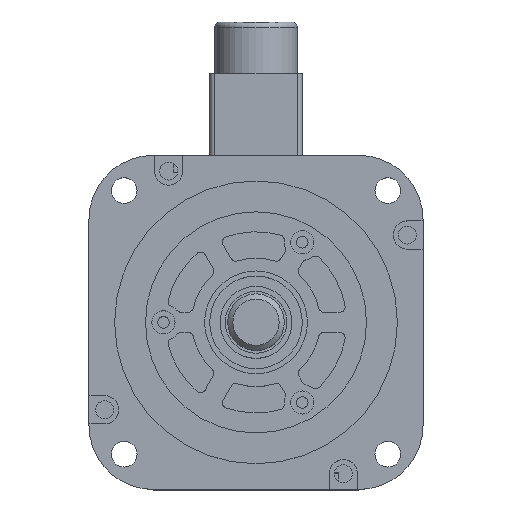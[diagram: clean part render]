
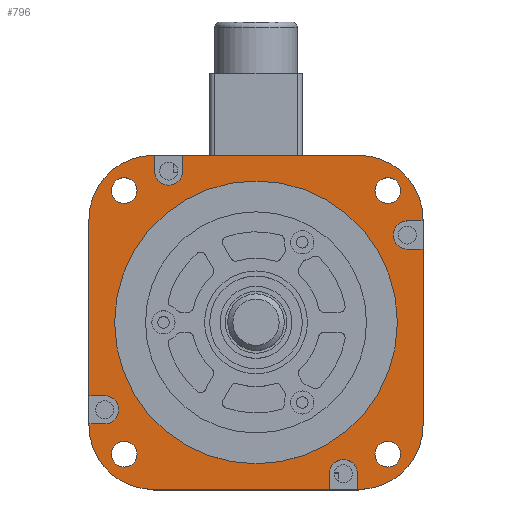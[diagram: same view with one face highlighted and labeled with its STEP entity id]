
A CAD part, top view. The second image highlights one B-rep face of the part: STEP entity #796.
In plain terms, the highlighted planar face has unit normal (0, 0, 1).
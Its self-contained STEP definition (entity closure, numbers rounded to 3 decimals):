
#796=ADVANCED_FACE('',(#3243,#3244,#3245,#3246,#3247,#3248),#1329,.F.);
#1329=PLANE('',#9826);
#1619=LINE('',#13860,#2431);
#1620=LINE('',#13863,#2432);
#1621=LINE('',#13867,#2433);
#1622=LINE('',#13869,#2434);
#1623=LINE('',#13873,#2435);
#1624=LINE('',#13875,#2436);
#1625=LINE('',#13879,#2437);
#1626=LINE('',#13881,#2438);
#1627=LINE('',#13885,#2439);
#1628=LINE('',#13887,#2440);
#1629=LINE('',#13891,#2441);
#1630=LINE('',#13893,#2442);
#1631=LINE('',#13897,#2443);
#1632=LINE('',#13899,#2444);
#1633=LINE('',#13903,#2445);
#1634=LINE('',#13905,#2446);
#2431=VECTOR('',#10899,1.);
#2432=VECTOR('',#10900,1.);
#2433=VECTOR('',#10903,1.);
#2434=VECTOR('',#10904,1.);
#2435=VECTOR('',#10907,1.);
#2436=VECTOR('',#10908,1.);
#2437=VECTOR('',#10911,1.);
#2438=VECTOR('',#10912,1.);
#2439=VECTOR('',#10915,1.);
#2440=VECTOR('',#10916,1.);
#2441=VECTOR('',#10919,1.);
#2442=VECTOR('',#10920,1.);
#2443=VECTOR('',#10923,1.);
#2444=VECTOR('',#10924,1.);
#2445=VECTOR('',#10927,1.);
#2446=VECTOR('',#10928,1.);
#3243=FACE_BOUND('',#3529,.T.);
#3244=FACE_BOUND('',#3530,.T.);
#3245=FACE_BOUND('',#3531,.T.);
#3246=FACE_BOUND('',#3532,.T.);
#3247=FACE_BOUND('',#3533,.T.);
#3248=FACE_BOUND('',#3534,.T.);
#3529=EDGE_LOOP('',(#4243));
#3530=EDGE_LOOP('',(#4244));
#3531=EDGE_LOOP('',(#4245));
#3532=EDGE_LOOP('',(#4246));
#3533=EDGE_LOOP('',(#4247));
#3534=EDGE_LOOP('',(#4248,#4249,#4250,#4251,#4252,#4253,#4254,#4255,#4256,
#4257,#4258,#4259,#4260,#4261,#4262,#4263,#4264,#4265,#4266,#4267,#4268,
#4269,#4270,#4271));
#4243=ORIENTED_EDGE('',*,*,#7910,.T.);
#4244=ORIENTED_EDGE('',*,*,#7911,.F.);
#4245=ORIENTED_EDGE('',*,*,#7912,.F.);
#4246=ORIENTED_EDGE('',*,*,#7913,.F.);
#4247=ORIENTED_EDGE('',*,*,#7914,.F.);
#4248=ORIENTED_EDGE('',*,*,#7915,.F.);
#4249=ORIENTED_EDGE('',*,*,#7916,.F.);
#4250=ORIENTED_EDGE('',*,*,#7917,.F.);
#4251=ORIENTED_EDGE('',*,*,#7918,.F.);
#4252=ORIENTED_EDGE('',*,*,#7919,.F.);
#4253=ORIENTED_EDGE('',*,*,#7920,.F.);
#4254=ORIENTED_EDGE('',*,*,#7921,.F.);
#4255=ORIENTED_EDGE('',*,*,#7922,.F.);
#4256=ORIENTED_EDGE('',*,*,#7923,.F.);
#4257=ORIENTED_EDGE('',*,*,#7924,.F.);
#4258=ORIENTED_EDGE('',*,*,#7925,.F.);
#4259=ORIENTED_EDGE('',*,*,#7926,.F.);
#4260=ORIENTED_EDGE('',*,*,#7927,.F.);
#4261=ORIENTED_EDGE('',*,*,#7928,.F.);
#4262=ORIENTED_EDGE('',*,*,#7929,.F.);
#4263=ORIENTED_EDGE('',*,*,#7930,.F.);
#4264=ORIENTED_EDGE('',*,*,#7931,.F.);
#4265=ORIENTED_EDGE('',*,*,#7932,.F.);
#4266=ORIENTED_EDGE('',*,*,#7933,.F.);
#4267=ORIENTED_EDGE('',*,*,#7934,.F.);
#4268=ORIENTED_EDGE('',*,*,#7935,.F.);
#4269=ORIENTED_EDGE('',*,*,#7936,.F.);
#4270=ORIENTED_EDGE('',*,*,#7937,.F.);
#4271=ORIENTED_EDGE('',*,*,#7938,.F.);
#6965=VERTEX_POINT('',#13851);
#6966=VERTEX_POINT('',#13853);
#6967=VERTEX_POINT('',#13855);
#6968=VERTEX_POINT('',#13857);
#6969=VERTEX_POINT('',#13859);
#6970=VERTEX_POINT('',#13861);
#6971=VERTEX_POINT('',#13862);
#6972=VERTEX_POINT('',#13864);
#6973=VERTEX_POINT('',#13866);
#6974=VERTEX_POINT('',#13868);
#6975=VERTEX_POINT('',#13870);
#6976=VERTEX_POINT('',#13872);
#6977=VERTEX_POINT('',#13874);
#6978=VERTEX_POINT('',#13876);
#6979=VERTEX_POINT('',#13878);
#6980=VERTEX_POINT('',#13880);
#6981=VERTEX_POINT('',#13882);
#6982=VERTEX_POINT('',#13884);
#6983=VERTEX_POINT('',#13886);
#6984=VERTEX_POINT('',#13888);
#6985=VERTEX_POINT('',#13890);
#6986=VERTEX_POINT('',#13892);
#6987=VERTEX_POINT('',#13894);
#6988=VERTEX_POINT('',#13896);
#6989=VERTEX_POINT('',#13898);
#6990=VERTEX_POINT('',#13900);
#6991=VERTEX_POINT('',#13902);
#6992=VERTEX_POINT('',#13904);
#6993=VERTEX_POINT('',#13906);
#7910=EDGE_CURVE('',#6965,#6965,#9271,.T.);
#7911=EDGE_CURVE('',#6966,#6966,#9272,.T.);
#7912=EDGE_CURVE('',#6967,#6967,#9273,.T.);
#7913=EDGE_CURVE('',#6968,#6968,#9274,.T.);
#7914=EDGE_CURVE('',#6969,#6969,#9275,.T.);
#7915=EDGE_CURVE('',#6970,#6971,#1619,.T.);
#7916=EDGE_CURVE('',#6972,#6970,#1620,.T.);
#7917=EDGE_CURVE('',#6973,#6972,#9276,.T.);
#7918=EDGE_CURVE('',#6974,#6973,#1621,.T.);
#7919=EDGE_CURVE('',#6975,#6974,#1622,.T.);
#7920=EDGE_CURVE('',#6976,#6975,#9277,.T.);
#7921=EDGE_CURVE('',#6977,#6976,#1623,.T.);
#7922=EDGE_CURVE('',#6978,#6977,#1624,.T.);
#7923=EDGE_CURVE('',#6979,#6978,#9278,.T.);
#7924=EDGE_CURVE('',#6980,#6979,#1625,.T.);
#7925=EDGE_CURVE('',#6981,#6980,#1626,.T.);
#7926=EDGE_CURVE('',#6982,#6981,#9279,.T.);
#7927=EDGE_CURVE('',#6983,#6982,#1627,.T.);
#7928=EDGE_CURVE('',#6984,#6983,#1628,.T.);
#7929=EDGE_CURVE('',#6985,#6984,#9280,.T.);
#7930=EDGE_CURVE('',#6986,#6985,#1629,.T.);
#7931=EDGE_CURVE('',#6987,#6986,#1630,.T.);
#7932=EDGE_CURVE('',#6988,#6987,#9281,.T.);
#7933=EDGE_CURVE('',#6989,#6988,#1631,.T.);
#7934=EDGE_CURVE('',#6990,#6989,#1632,.T.);
#7935=EDGE_CURVE('',#6991,#6990,#9282,.T.);
#7936=EDGE_CURVE('',#6992,#6991,#1633,.T.);
#7937=EDGE_CURVE('',#6993,#6992,#1634,.T.);
#7938=EDGE_CURVE('',#6971,#6993,#9283,.T.);
#9271=CIRCLE('',#9813,55.);
#9272=CIRCLE('',#9814,5.);
#9273=CIRCLE('',#9815,5.);
#9274=CIRCLE('',#9816,5.);
#9275=CIRCLE('',#9817,5.);
#9276=CIRCLE('',#9818,25.);
#9277=CIRCLE('',#9819,5.5);
#9278=CIRCLE('',#9820,25.);
#9279=CIRCLE('',#9821,5.5);
#9280=CIRCLE('',#9822,25.);
#9281=CIRCLE('',#9823,5.5);
#9282=CIRCLE('',#9824,25.);
#9283=CIRCLE('',#9825,5.5);
#9813=AXIS2_PLACEMENT_3D('',#13850,#10889,#10890);
#9814=AXIS2_PLACEMENT_3D('',#13852,#10891,#10892);
#9815=AXIS2_PLACEMENT_3D('',#13854,#10893,#10894);
#9816=AXIS2_PLACEMENT_3D('',#13856,#10895,#10896);
#9817=AXIS2_PLACEMENT_3D('',#13858,#10897,#10898);
#9818=AXIS2_PLACEMENT_3D('',#13865,#10901,#10902);
#9819=AXIS2_PLACEMENT_3D('',#13871,#10905,#10906);
#9820=AXIS2_PLACEMENT_3D('',#13877,#10909,#10910);
#9821=AXIS2_PLACEMENT_3D('',#13883,#10913,#10914);
#9822=AXIS2_PLACEMENT_3D('',#13889,#10917,#10918);
#9823=AXIS2_PLACEMENT_3D('',#13895,#10921,#10922);
#9824=AXIS2_PLACEMENT_3D('',#13901,#10925,#10926);
#9825=AXIS2_PLACEMENT_3D('',#13907,#10929,#10930);
#9826=AXIS2_PLACEMENT_3D('',#13908,#10931,#10932);
#10889=DIRECTION('',(0.,0.,-1.));
#10890=DIRECTION('',(1.,0.,0.));
#10891=DIRECTION('',(0.,0.,1.));
#10892=DIRECTION('',(1.,0.,0.));
#10893=DIRECTION('',(0.,0.,1.));
#10894=DIRECTION('',(1.,0.,0.));
#10895=DIRECTION('',(0.,0.,1.));
#10896=DIRECTION('',(1.,0.,0.));
#10897=DIRECTION('',(0.,0.,1.));
#10898=DIRECTION('',(1.,0.,0.));
#10899=DIRECTION('',(1.,0.,0.));
#10900=DIRECTION('',(0.,1.,0.));
#10901=DIRECTION('',(0.,0.,-1.));
#10902=DIRECTION('',(1.,0.,0.));
#10903=DIRECTION('',(-1.,0.,0.));
#10904=DIRECTION('',(0.,-1.,0.));
#10905=DIRECTION('',(0.,0.,1.));
#10906=DIRECTION('',(1.,0.,0.));
#10907=DIRECTION('',(0.,1.,0.));
#10908=DIRECTION('',(-1.,0.,0.));
#10909=DIRECTION('',(0.,0.,-1.));
#10910=DIRECTION('',(1.,0.,0.));
#10911=DIRECTION('',(0.,-1.,0.));
#10912=DIRECTION('',(1.,0.,0.));
#10913=DIRECTION('',(0.,0.,1.));
#10914=DIRECTION('',(0.,1.,0.));
#10915=DIRECTION('',(-1.,0.,0.));
#10916=DIRECTION('',(0.,-1.,0.));
#10917=DIRECTION('',(0.,0.,-1.));
#10918=DIRECTION('',(1.,0.,0.));
#10919=DIRECTION('',(1.,0.,0.));
#10920=DIRECTION('',(0.,1.,0.));
#10921=DIRECTION('',(0.,0.,1.));
#10922=DIRECTION('',(-1.,0.,0.));
#10923=DIRECTION('',(0.,-1.,0.));
#10924=DIRECTION('',(1.,0.,0.));
#10925=DIRECTION('',(0.,0.,-1.));
#10926=DIRECTION('',(1.,0.,0.));
#10927=DIRECTION('',(0.,1.,0.));
#10928=DIRECTION('',(-1.,0.,0.));
#10929=DIRECTION('',(0.,0.,1.));
#10930=DIRECTION('',(0.,-1.,0.));
#10931=DIRECTION('',(0.,0.,-1.));
#10932=DIRECTION('',(-1.,0.,0.));
#13850=CARTESIAN_POINT('',(1207.447,407.932,-111.));
#13851=CARTESIAN_POINT('',(1262.447,407.932,-111.));
#13852=CARTESIAN_POINT('',(1258.712,459.197,-111.));
#13853=CARTESIAN_POINT('',(1263.712,459.197,-111.));
#13854=CARTESIAN_POINT('',(1258.712,356.667,-111.));
#13855=CARTESIAN_POINT('',(1263.712,356.667,-111.));
#13856=CARTESIAN_POINT('',(1156.182,459.197,-111.));
#13857=CARTESIAN_POINT('',(1161.182,459.197,-111.));
#13858=CARTESIAN_POINT('',(1156.182,356.667,-111.));
#13859=CARTESIAN_POINT('',(1161.182,356.667,-111.));
#13860=CARTESIAN_POINT('',(1142.447,368.432,-111.));
#13861=CARTESIAN_POINT('',(1142.447,368.432,-111.));
#13862=CARTESIAN_POINT('',(1148.557,368.432,-111.));
#13863=CARTESIAN_POINT('',(1142.447,367.932,-111.));
#13864=CARTESIAN_POINT('',(1142.447,367.932,-111.));
#13865=CARTESIAN_POINT('',(1167.447,367.932,-111.));
#13866=CARTESIAN_POINT('',(1167.447,342.932,-111.));
#13867=CARTESIAN_POINT('',(1247.447,342.932,-111.));
#13868=CARTESIAN_POINT('',(1235.947,342.932,-111.));
#13869=CARTESIAN_POINT('',(1235.947,349.042,-111.));
#13870=CARTESIAN_POINT('',(1235.947,349.042,-111.));
#13871=CARTESIAN_POINT('',(1241.447,349.042,-111.));
#13872=CARTESIAN_POINT('',(1246.947,349.042,-111.));
#13873=CARTESIAN_POINT('',(1246.947,342.932,-111.));
#13874=CARTESIAN_POINT('',(1246.947,342.932,-111.));
#13875=CARTESIAN_POINT('',(1247.447,342.932,-111.));
#13876=CARTESIAN_POINT('',(1247.447,342.932,-111.));
#13877=CARTESIAN_POINT('',(1247.447,367.932,-111.));
#13878=CARTESIAN_POINT('',(1272.447,367.932,-111.));
#13879=CARTESIAN_POINT('',(1272.447,447.932,-111.));
#13880=CARTESIAN_POINT('',(1272.447,436.432,-111.));
#13881=CARTESIAN_POINT('',(1266.337,436.432,-111.));
#13882=CARTESIAN_POINT('',(1266.337,436.432,-111.));
#13883=CARTESIAN_POINT('',(1266.337,441.932,-111.));
#13884=CARTESIAN_POINT('',(1266.337,447.432,-111.));
#13885=CARTESIAN_POINT('',(1272.447,447.432,-111.));
#13886=CARTESIAN_POINT('',(1272.447,447.432,-111.));
#13887=CARTESIAN_POINT('',(1272.447,447.932,-111.));
#13888=CARTESIAN_POINT('',(1272.447,447.932,-111.));
#13889=CARTESIAN_POINT('',(1247.447,447.932,-111.));
#13890=CARTESIAN_POINT('',(1247.447,472.932,-111.));
#13891=CARTESIAN_POINT('',(1167.447,472.932,-111.));
#13892=CARTESIAN_POINT('',(1178.947,472.932,-111.));
#13893=CARTESIAN_POINT('',(1178.947,466.821,-111.));
#13894=CARTESIAN_POINT('',(1178.947,466.821,-111.));
#13895=CARTESIAN_POINT('',(1173.447,466.821,-111.));
#13896=CARTESIAN_POINT('',(1167.947,466.821,-111.));
#13897=CARTESIAN_POINT('',(1167.947,472.932,-111.));
#13898=CARTESIAN_POINT('',(1167.947,472.932,-111.));
#13899=CARTESIAN_POINT('',(1167.447,472.932,-111.));
#13900=CARTESIAN_POINT('',(1167.447,472.932,-111.));
#13901=CARTESIAN_POINT('',(1167.447,447.932,-111.));
#13902=CARTESIAN_POINT('',(1142.447,447.932,-111.));
#13903=CARTESIAN_POINT('',(1142.447,367.932,-111.));
#13904=CARTESIAN_POINT('',(1142.447,379.432,-111.));
#13905=CARTESIAN_POINT('',(1148.557,379.432,-111.));
#13906=CARTESIAN_POINT('',(1148.557,379.432,-111.));
#13907=CARTESIAN_POINT('',(1148.557,373.932,-111.));
#13908=CARTESIAN_POINT('',(1167.447,367.932,-111.));
